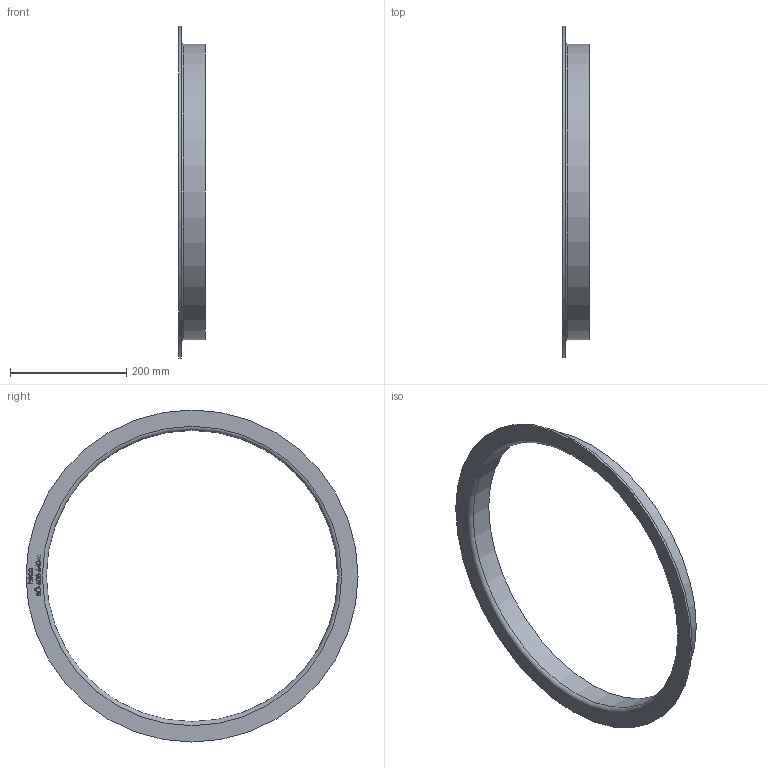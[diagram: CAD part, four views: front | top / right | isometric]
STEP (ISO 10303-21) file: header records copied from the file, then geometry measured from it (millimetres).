
FILE_DESCRIPTION (( 'STEP AP214' ), '1' );
FILE_NAME ('BÖ-508-640-x Vorschweissbördel 2011.STEP', '2020-11-27T09:36:14', ( '' ), ( '' ), 'SwSTEP 2.0', 'SolidWorks 2019', '' );
FILE_SCHEMA (( 'AUTOMOTIVE_DESIGN' ));
Length unit declared in the file: millimetre
Products named in the file (1): BÖ-508-640-x Vorschweissbördel 2011
Bounding box: 45 x 570 x 570 mm (x, y, z)
Volume: 483847.9 mm3; surface area: 253523.1 mm2
Topology: 1 solids, 1 shells, 217 faces, 554 edges, 369 vertices
Faces by surface type: bspline 112, plane 100, cylinder 3, torus 2
Full cylindrical faces by diameter (mm): 500 x1, 508 x1, 570 x1
Entity records: 15082 total; most frequent: CARTESIAN_POINT 8390, ORIENTED_EDGE 1096, EDGE_CURVE 548, DIRECTION 544, VERTEX_POINT 368, LINE 316, VECTOR 316, EDGE_LOOP 254
